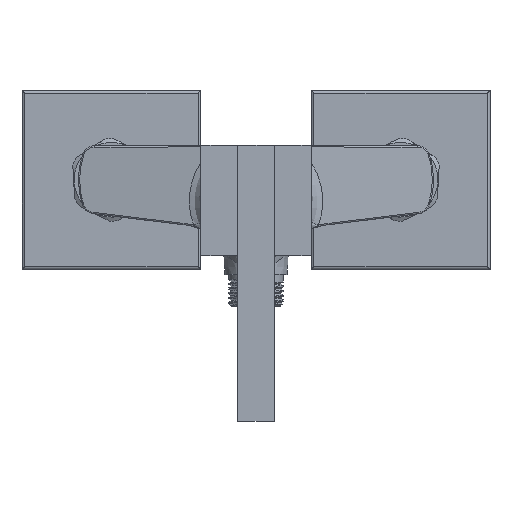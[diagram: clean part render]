
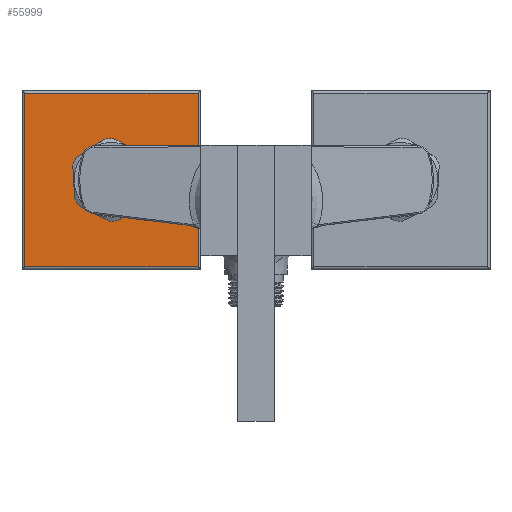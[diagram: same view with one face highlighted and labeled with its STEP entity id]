
A CAD part, top view. The second image highlights one B-rep face of the part: STEP entity #55999.
In plain terms, the highlighted planar face has unit normal (0, 0, 1).
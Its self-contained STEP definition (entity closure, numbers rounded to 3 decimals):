
#1147 = CIRCLE ( 'NONE', #30244, 13.25 ) ;
#1707 = DIRECTION ( 'NONE',  ( 0., -1., 0. ) ) ;
#2046 = LINE ( 'NONE', #79036, #67094 ) ;
#2719 = EDGE_CURVE ( 'NONE', #3479, #18795, #50682, .T. ) ;
#3226 = ORIENTED_EDGE ( 'NONE', *, *, #75712, .T. ) ;
#3479 = VERTEX_POINT ( 'NONE', #48435 ) ;
#4195 = CARTESIAN_POINT ( 'NONE',  ( -22., 42.058, -27.5 ) ) ;
#5104 = DIRECTION ( 'NONE',  ( 0., -1., 0. ) ) ;
#7932 = LINE ( 'NONE', #58411, #16033 ) ;
#12673 = LINE ( 'NONE', #80990, #62678 ) ;
#14060 = ORIENTED_EDGE ( 'NONE', *, *, #2719, .T. ) ;
#16033 = VECTOR ( 'NONE', #1707, 1000. ) ;
#17612 = ORIENTED_EDGE ( 'NONE', *, *, #72072, .T. ) ;
#18795 = VERTEX_POINT ( 'NONE', #56700 ) ;
#19209 = DIRECTION ( 'NONE',  ( 0., 0., -1. ) ) ;
#19712 = AXIS2_PLACEMENT_3D ( 'NONE', #34493, #71347, #77956 ) ;
#20255 = EDGE_CURVE ( 'NONE', #55983, #30748, #7932, .T. ) ;
#20281 = EDGE_LOOP ( 'NONE', ( #24321, #76010, #3226, #34998 ) ) ;
#22059 = PLANE ( 'NONE',  #19712 ) ;
#22823 = LINE ( 'NONE', #4195, #80463 ) ;
#24321 = ORIENTED_EDGE ( 'NONE', *, *, #20255, .T. ) ;
#25418 = CARTESIAN_POINT ( 'NONE',  ( -55., 8.058, -27.5 ) ) ;
#30244 = AXIS2_PLACEMENT_3D ( 'NONE', #50183, #43580, #5104 ) ;
#30748 = VERTEX_POINT ( 'NONE', #62596 ) ;
#31654 = CARTESIAN_POINT ( 'NONE',  ( -88., 41.058, -27.5 ) ) ;
#32573 = VERTEX_POINT ( 'NONE', #55979 ) ;
#34493 = CARTESIAN_POINT ( 'NONE',  ( -55., 8.058, -27.5 ) ) ;
#34998 = ORIENTED_EDGE ( 'NONE', *, *, #73695, .T. ) ;
#43580 = DIRECTION ( 'NONE',  ( 0., 0., -1. ) ) ;
#44395 = CARTESIAN_POINT ( 'NONE',  ( -22., -24.942, -27.5 ) ) ;
#48435 = CARTESIAN_POINT ( 'NONE',  ( -55., -5.192, -27.5 ) ) ;
#50183 = CARTESIAN_POINT ( 'NONE',  ( -55., 8.058, -27.5 ) ) ;
#50682 = CIRCLE ( 'NONE', #56013, 13.25 ) ;
#51864 = FACE_BOUND ( 'NONE', #56779, .T. ) ;
#55979 = CARTESIAN_POINT ( 'NONE',  ( -22., 41.058, -27.5 ) ) ;
#55983 = VERTEX_POINT ( 'NONE', #31654 ) ;
#55999 = ADVANCED_FACE ( 'NONE', ( #51864, #72568 ), #22059, .T. ) ;
#56013 = AXIS2_PLACEMENT_3D ( 'NONE', #25418, #19209, #62268 ) ;
#56700 = CARTESIAN_POINT ( 'NONE',  ( -55., 21.308, -27.5 ) ) ;
#56779 = EDGE_LOOP ( 'NONE', ( #14060, #17612 ) ) ;
#58411 = CARTESIAN_POINT ( 'NONE',  ( -88., -25.942, -27.5 ) ) ;
#60923 = DIRECTION ( 'NONE',  ( 0., 1., 0. ) ) ;
#62268 = DIRECTION ( 'NONE',  ( 0., -1., 0. ) ) ;
#62596 = CARTESIAN_POINT ( 'NONE',  ( -88., -24.942, -27.5 ) ) ;
#62678 = VECTOR ( 'NONE', #62762, 1000. ) ;
#62762 = DIRECTION ( 'NONE',  ( 1., 0., 0. ) ) ;
#66205 = DIRECTION ( 'NONE',  ( -1., 0., 0. ) ) ;
#67094 = VECTOR ( 'NONE', #66205, 1000. ) ;
#71347 = DIRECTION ( 'NONE',  ( 0., 0., 1. ) ) ;
#72066 = VERTEX_POINT ( 'NONE', #44395 ) ;
#72072 = EDGE_CURVE ( 'NONE', #18795, #3479, #1147, .T. ) ;
#72568 = FACE_OUTER_BOUND ( 'NONE', #20281, .T. ) ;
#73695 = EDGE_CURVE ( 'NONE', #32573, #55983, #2046, .T. ) ;
#75712 = EDGE_CURVE ( 'NONE', #72066, #32573, #22823, .T. ) ;
#76010 = ORIENTED_EDGE ( 'NONE', *, *, #80492, .T. ) ;
#77956 = DIRECTION ( 'NONE',  ( 0., -1., 0. ) ) ;
#79036 = CARTESIAN_POINT ( 'NONE',  ( -89., 41.058, -27.5 ) ) ;
#80463 = VECTOR ( 'NONE', #60923, 1000. ) ;
#80492 = EDGE_CURVE ( 'NONE', #30748, #72066, #12673, .T. ) ;
#80990 = CARTESIAN_POINT ( 'NONE',  ( -21., -24.942, -27.5 ) ) ;
